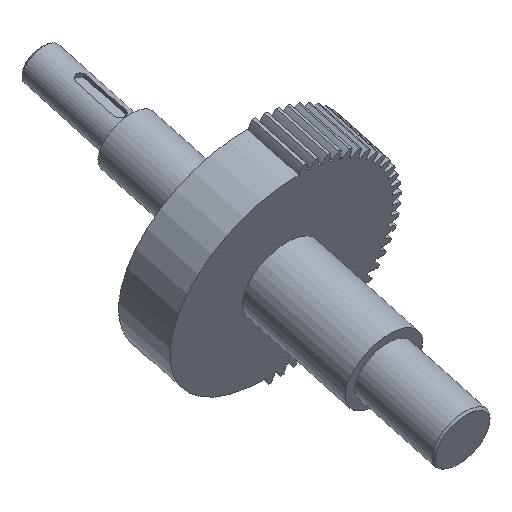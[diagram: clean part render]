
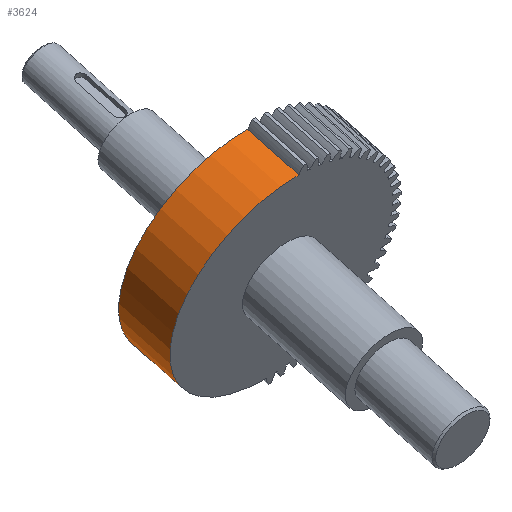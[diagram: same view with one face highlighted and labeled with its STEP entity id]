
A CAD part, isometric view. The second image highlights one B-rep face of the part: STEP entity #3624.
In plain terms, the highlighted cylindrical face has radius 57.5 mm (diameter 115 mm), a partial arc.
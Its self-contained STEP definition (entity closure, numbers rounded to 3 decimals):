
#77=CARTESIAN_POINT('',(2.257,-57.456,30.));
#78=VERTEX_POINT('',#77);
#79=CARTESIAN_POINT('',(-3.761,57.377,30.));
#80=VERTEX_POINT('',#79);
#81=CARTESIAN_POINT('',(0.,0.,30.));
#82=DIRECTION('',(0.039,-0.999,0.));
#83=DIRECTION('',(0.,0.,1.));
#84=AXIS2_PLACEMENT_3D('',#81,#83,#82);
#85=CIRCLE('',#84,57.5);
#86=EDGE_CURVE('',#78,#80,#85,.T.);
#3593=CARTESIAN_POINT('',(0.,0.,0.));
#3594=DIRECTION('',(0.039,-0.999,0.));
#3595=DIRECTION('',(0.,0.,1.));
#3596=AXIS2_PLACEMENT_3D('',#3593,#3595,#3594);
#3597=CYLINDRICAL_SURFACE('',#3596,57.5);
#3598=ORIENTED_EDGE('',*,*,#86,.F.);
#3599=CARTESIAN_POINT('',(2.257,-57.456,0.));
#3600=VERTEX_POINT('',#3599);
#3601=CARTESIAN_POINT('',(2.257,-57.456,30.));
#3602=DIRECTION('',(0.,0.,-1.));
#3603=VECTOR('',#3602,30.);
#3604=LINE('',#3601,#3603);
#3605=EDGE_CURVE('',#78,#3600,#3604,.T.);
#3606=ORIENTED_EDGE('E329',*,*,#3605,.T.);
#3607=CARTESIAN_POINT('',(-3.761,57.377,0.));
#3608=VERTEX_POINT('',#3607);
#3609=CARTESIAN_POINT('',(0.,0.,0.));
#3610=DIRECTION('',(0.039,-0.999,0.));
#3611=DIRECTION('',(0.,0.,1.));
#3612=AXIS2_PLACEMENT_3D('',#3609,#3611,#3610);
#3613=CIRCLE('',#3612,57.5);
#3614=EDGE_CURVE('',#3600,#3608,#3613,.T.);
#3615=ORIENTED_EDGE('E330',*,*,#3614,.T.);
#3616=CARTESIAN_POINT('',(-3.761,57.377,0.));
#3617=DIRECTION('',(0.,0.,1.));
#3618=VECTOR('',#3617,30.);
#3619=LINE('',#3616,#3618);
#3620=EDGE_CURVE('',#3608,#80,#3619,.T.);
#3621=ORIENTED_EDGE('E331',*,*,#3620,.T.);
#3622=EDGE_LOOP('',(#3598,#3606,#3615,#3621));
#3623=FACE_OUTER_BOUND('',#3622,.T.);
#3624=ADVANCED_FACE('F90',(#3623),#3597,.T.);
